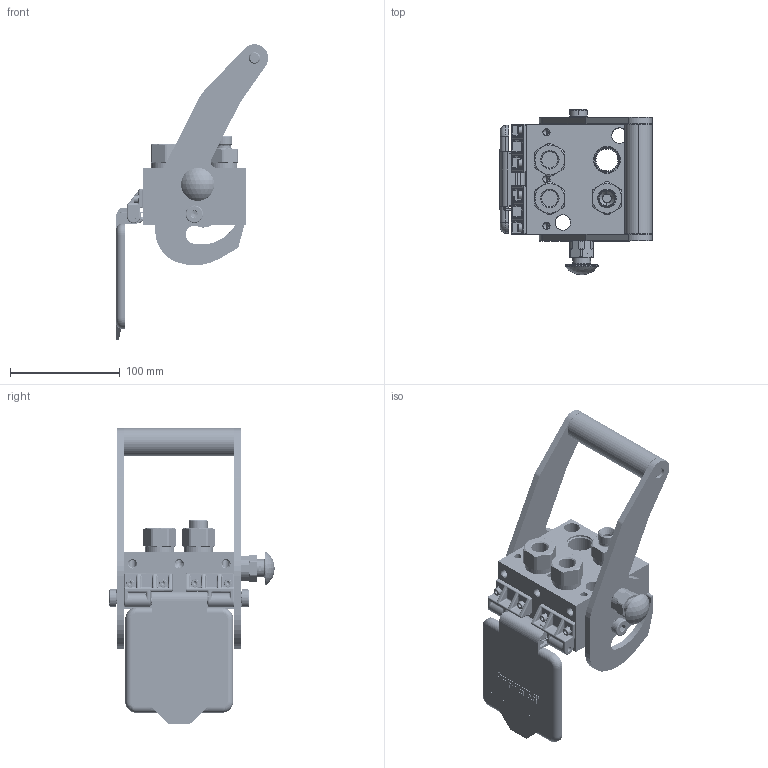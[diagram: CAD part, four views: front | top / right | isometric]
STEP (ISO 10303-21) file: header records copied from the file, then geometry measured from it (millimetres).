
FILE_DESCRIPTION (( 'STEP AP214' ), '1' );
FILE_NAME ('FASTER.step', '2023-08-16T11:53:55', ( '' ), ( '' ), 'SwSTEP 2.0', 'SolidWorks 2017', '' );
FILE_SCHEMA (( 'AUTOMOTIVE_DESIGN' ));
Length unit declared in the file: millimetre
Products named in the file (35): 4830_027_0000_002; CURS_MOLLA_38; 0048_317_1000_000; A_2ffnb3816_38gf; 4830_001_0005_300; or1_5x7_m; 2ffnb3816_38gf; P406A_F_BASE; A_2ffnb38_gas_f; vit_br_m4x10; 4810_001_0001_019; 4831_001_0004_000; FASTER; 4860_024_0004_021; 4830_001_0005_301; 4830_070_0000_001; 4830_022_0000_011; 4830_025_1000_000; 4132_014_0000_000; 0048_042_0412_000; sicura_p5; 2ffnb38_gas_f; et012; 4830_013_3000_020; 4132_072_0000_300; 4820_001_0004_000; 4860_024_0004_001; 4831_001_0003_000; 4860_020_0004_001; 4860_024_0004_001_ASM; 4830_025_2000_000; 4830_025_0000_001; 4860_024_0004_012
Assembly tree (41 placements, depth 4):
  FASTER
    P406A_F_BASE
      4860_020_0004_001
      4831_001_0003_000
      4831_001_0004_000
      4820_001_0004_000
      4810_001_0001_019
      vit_br_m4x10  x4
      4830_013_3000_020  x2
      0048_317_1000_000  x2
      4830_001_0005_300
      4830_001_0005_301
    A_2ffnb38_gas_f  x2
      CURS_MOLLA_38
        4132_072_0000_300
        4132_014_0000_000
      2ffnb38_gas_f
        2ffnb38_gas_f
    A_2ffnb3816_38gf
      CURS_MOLLA_38
        4132_072_0000_300
        4132_014_0000_000
      2ffnb3816_38gf
        2ffnb3816_38gf
    4860_024_0004_001
      4860_024_0004_001_ASM
        4860_024_0004_021
        4830_027_0000_002
        4860_024_0004_012
      sicura_p5
        4830_025_0000_001
        or1_5x7_m
        0048_042_0412_000
      4830_025_1000_000
      4830_022_0000_011
      4830_070_0000_001
      4830_025_2000_000
    et012
Bounding box: 138.65 x 150.38 x 268.7 mm (x, y, z)
Volume: 193041.6 mm3; surface area: 223917.6 mm2
Topology: 24 solids, 80 shells, 3950 faces, 10100 edges, 6337 vertices
Faces by surface type: plane 2061, cylinder 856, bspline 373, cone 354, torus 241, sphere 65
Entity records: 151967 total; most frequent: CARTESIAN_POINT 66282, ORIENTED_EDGE 17607, DIRECTION 15887, EDGE_CURVE 8935, VECTOR 5733, LINE 5733, VERTEX_POINT 5661, AXIS2_PLACEMENT_3D 5077
